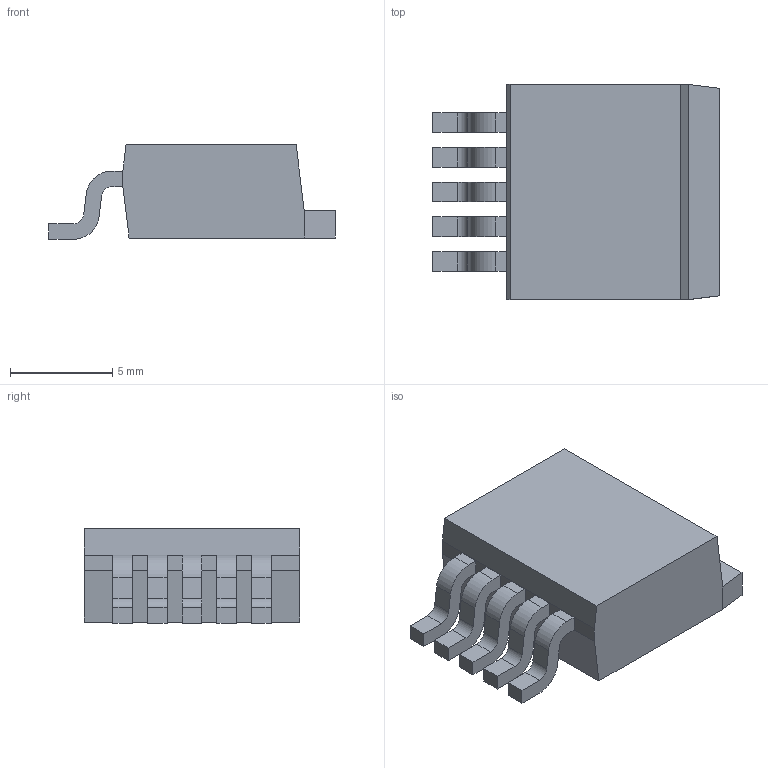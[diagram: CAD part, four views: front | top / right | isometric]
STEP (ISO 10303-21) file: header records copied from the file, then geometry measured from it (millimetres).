
FILE_DESCRIPTION((''),'2;1');
FILE_NAME('TO170P1394X457-6N-R900X1060.stp','2012-03-27T11:11:25',(''),(''),'Mechanical Desktop 2011','Mechanical Desktop 2011',', , ');
FILE_SCHEMA(('AUTOMOTIVE_DESIGN { 1 2 10303 214 1 1 1 1 }'));
Length unit declared in the file: millimetre
Products named in the file (1): Product
Bounding box: 14.05 x 10.54 x 4.63 mm (x, y, z)
Volume: 457.2 mm3; surface area: 671.3 mm2
Topology: 8 solids, 8 shells, 96 faces, 238 edges, 158 vertices
Faces by surface type: plane 76, cylinder 20
Entity records: 2871 total; most frequent: CARTESIAN_POINT 493, ORIENTED_EDGE 476, DIRECTION 472, EDGE_CURVE 238, VECTOR 198, LINE 198, VERTEX_POINT 158, AXIS2_PLACEMENT_3D 137
